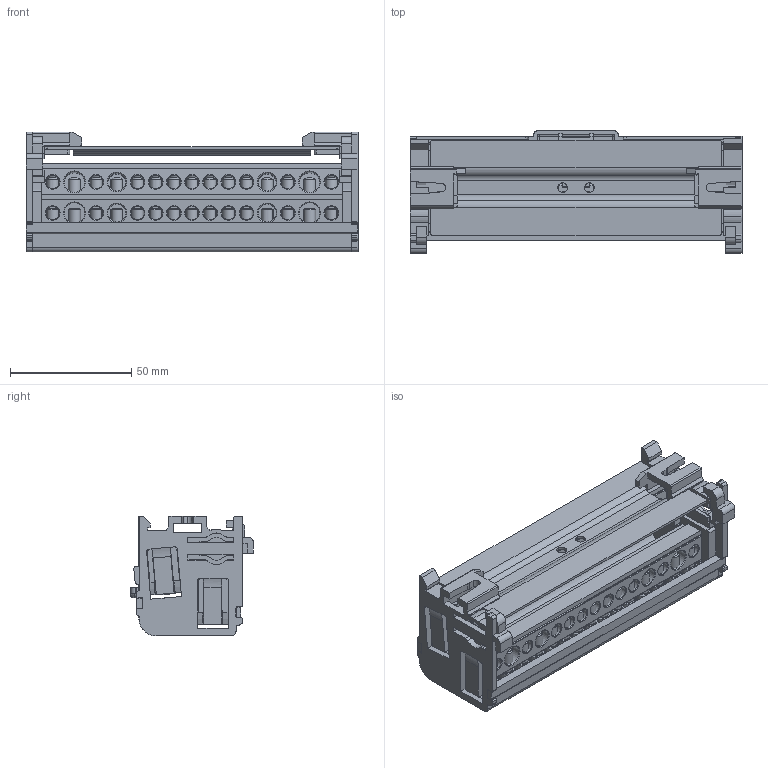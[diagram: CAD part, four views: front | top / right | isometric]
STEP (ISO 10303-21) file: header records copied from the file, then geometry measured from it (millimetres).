
FILE_DESCRIPTION (( 'STEP AP214' ), '1' );
FILE_NAME ('ÊÌ 2õ15.STEP', '2023-11-22T07:03:55', ( '' ), ( '' ), 'SwSTEP 2.0', 'SolidWorks 2022', '' );
FILE_SCHEMA (( 'AUTOMOTIVE_DESIGN' ));
Length unit declared in the file: millimetre
Products named in the file (10): КМ 2 крышка передняя 15 M1; КМ 2 крышка задняя 15 M1; КМ держатель 15 отв 6.5х12_M1; КМ 2х15; KM Винт М5х10; КМ защелка  зерк; КМ Стенка 2 шины переделан; КМ Стенка 2 шины переделан. зерк; КМ защелка; КМ Шина 15_6,5х12_M1
Assembly tree (40 placements, depth 2):
  КМ 2х15
    КМ Стенка 2 шины переделан
    КМ защелка
    КМ держатель 15 отв 6.5х12_M1  x2
    КМ Шина 15_6,5х12_M1  x2
    КМ 2 крышка передняя 15 M1
    КМ 2 крышка задняя 15 M1
    КМ защелка  зерк
    КМ Стенка 2 шины переделан. зерк
    KM Винт М5х10  x30
Bounding box: 137 x 50.75 x 49.5 mm (x, y, z)
Volume: 68258.1 mm3; surface area: 82702.5 mm2
Topology: 40 solids, 40 shells, 2048 faces, 5704 edges, 3716 vertices
Faces by surface type: plane 1192, cylinder 490, cone 240, torus 121, bspline 3, sphere 2
Entity records: 34158 total; most frequent: CARTESIAN_POINT 6888, ORIENTED_EDGE 5654, DIRECTION 5451, EDGE_CURVE 2827, LINE 2005, VECTOR 2005, VERTEX_POINT 1850, AXIS2_PLACEMENT_3D 1723
